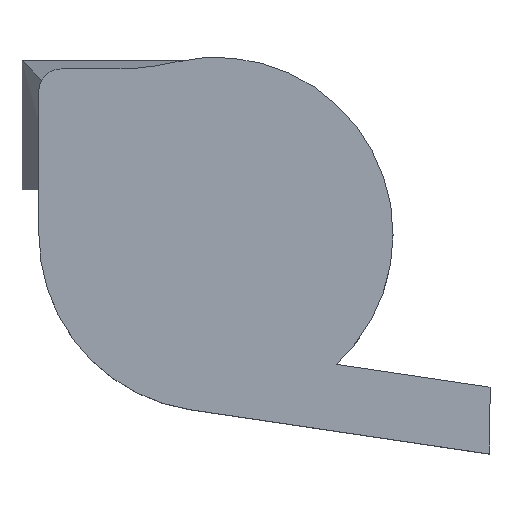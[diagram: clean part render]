
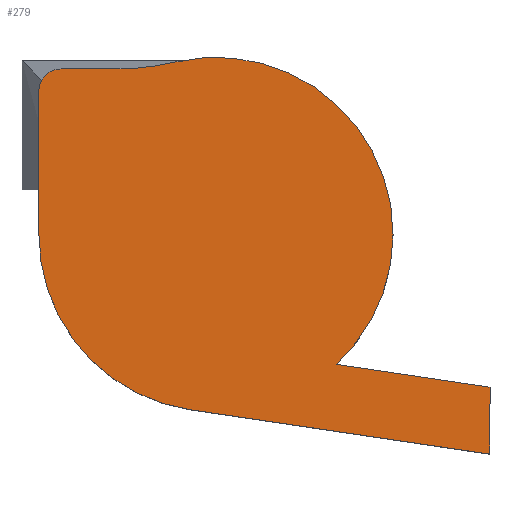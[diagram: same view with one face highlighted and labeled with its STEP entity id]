
A CAD part, top view. The second image highlights one B-rep face of the part: STEP entity #279.
In plain terms, the highlighted planar face has unit normal (0, 0, 1).
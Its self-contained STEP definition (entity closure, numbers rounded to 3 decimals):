
#14 = VERTEX_POINT ( 'NONE', #335 ) ;
#19 = CARTESIAN_POINT ( 'NONE',  ( -14.074, 134.31, 837. ) ) ;
#30 = LINE ( 'NONE', #192, #398 ) ;
#31 = CARTESIAN_POINT ( 'NONE',  ( -126., -103., 837. ) ) ;
#34 = AXIS2_PLACEMENT_3D ( 'NONE', #438, #99, #186 ) ;
#35 = ORIENTED_EDGE ( 'NONE', *, *, #129, .F. ) ;
#36 = DIRECTION ( 'NONE',  ( -1., 0., 0. ) ) ;
#48 = DIRECTION ( 'NONE',  ( -1., 0., 0. ) ) ;
#51 = LINE ( 'NONE', #90, #174 ) ;
#60 = CIRCLE ( 'NONE', #124, 254. ) ;
#65 = EDGE_CURVE ( 'NONE', #367, #165, #176, .T. ) ;
#67 = CARTESIAN_POINT ( 'NONE',  ( 128., -103., 837. ) ) ;
#76 = CARTESIAN_POINT ( 'NONE',  ( 300.558, -289.386, 837. ) ) ;
#90 = CARTESIAN_POINT ( 'NONE',  ( -94., 134.31, 837. ) ) ;
#91 = VERTEX_POINT ( 'NONE', #200 ) ;
#93 = CARTESIAN_POINT ( 'NONE',  ( 128., -103., 837. ) ) ;
#96 = ORIENTED_EDGE ( 'NONE', *, *, #520, .F. ) ;
#97 = VECTOR ( 'NONE', #377, 1000. ) ;
#99 = DIRECTION ( 'NONE',  ( 0., 0., -1. ) ) ;
#124 = AXIS2_PLACEMENT_3D ( 'NONE', #67, #152, #36 ) ;
#125 = CARTESIAN_POINT ( 'NONE',  ( 128., -103., 837. ) ) ;
#126 = ORIENTED_EDGE ( 'NONE', *, *, #209, .F. ) ;
#129 = EDGE_CURVE ( 'NONE', #165, #330, #60, .T. ) ;
#133 = ORIENTED_EDGE ( 'NONE', *, *, #141, .F. ) ;
#134 = DIRECTION ( 'NONE',  ( 0., 0., -1. ) ) ;
#137 = ORIENTED_EDGE ( 'NONE', *, *, #157, .F. ) ;
#141 = EDGE_CURVE ( 'NONE', #330, #195, #403, .T. ) ;
#142 = DIRECTION ( 'NONE',  ( 0.989, -0.147, 0. ) ) ;
#152 = DIRECTION ( 'NONE',  ( 0., 0., -1. ) ) ;
#154 = PLANE ( 'NONE',  #158 ) ;
#157 = EDGE_CURVE ( 'NONE', #91, #14, #399, .T. ) ;
#158 = AXIS2_PLACEMENT_3D ( 'NONE', #125, #247, #331 ) ;
#165 = VERTEX_POINT ( 'NONE', #193 ) ;
#166 = CIRCLE ( 'NONE', #473, 254. ) ;
#174 = VECTOR ( 'NONE', #265, 1000. ) ;
#176 = CIRCLE ( 'NONE', #482, 359.062 ) ;
#184 = ORIENTED_EDGE ( 'NONE', *, *, #332, .F. ) ;
#186 = DIRECTION ( 'NONE',  ( -1., 0., 0. ) ) ;
#192 = CARTESIAN_POINT ( 'NONE',  ( 521.007, -418.097, 837. ) ) ;
#193 = CARTESIAN_POINT ( 'NONE',  ( 69.137, 144.085, 837. ) ) ;
#195 = VERTEX_POINT ( 'NONE', #317 ) ;
#200 = CARTESIAN_POINT ( 'NONE',  ( -126., -103., 837. ) ) ;
#203 = DIRECTION ( 'NONE',  ( 1., 0., 0. ) ) ;
#206 = VERTEX_POINT ( 'NONE', #486 ) ;
#209 = EDGE_CURVE ( 'NONE', #14, #358, #270, .T. ) ;
#225 = ORIENTED_EDGE ( 'NONE', *, *, #379, .F. ) ;
#247 = DIRECTION ( 'NONE',  ( 0., 0., -1. ) ) ;
#265 = DIRECTION ( 'NONE',  ( 1., 0., 0. ) ) ;
#269 = CARTESIAN_POINT ( 'NONE',  ( -94., 134.31, 837. ) ) ;
#270 = CIRCLE ( 'NONE', #34, 32. ) ;
#279 = ADVANCED_FACE ( 'NONE', ( #327 ), #154, .F. ) ;
#288 = CARTESIAN_POINT ( 'NONE',  ( -14.074, 493.372, 837. ) ) ;
#309 = DIRECTION ( 'NONE',  ( 0., -1., 0. ) ) ;
#317 = CARTESIAN_POINT ( 'NONE',  ( 521.007, -322.097, 837. ) ) ;
#327 = FACE_OUTER_BOUND ( 'NONE', #392, .T. ) ;
#330 = VERTEX_POINT ( 'NONE', #76 ) ;
#331 = DIRECTION ( 'NONE',  ( -1., 0., 0. ) ) ;
#332 = EDGE_CURVE ( 'NONE', #206, #439, #494, .T. ) ;
#335 = CARTESIAN_POINT ( 'NONE',  ( -126., 102.31, 837. ) ) ;
#345 = CARTESIAN_POINT ( 'NONE',  ( 90.718, -354.249, 837. ) ) ;
#358 = VERTEX_POINT ( 'NONE', #269 ) ;
#360 = DIRECTION ( 'NONE',  ( 0., 1., 0. ) ) ;
#367 = VERTEX_POINT ( 'NONE', #19 ) ;
#377 = DIRECTION ( 'NONE',  ( -0.989, 0.147, 0. ) ) ;
#379 = EDGE_CURVE ( 'NONE', #358, #367, #51, .T. ) ;
#386 = ORIENTED_EDGE ( 'NONE', *, *, #65, .F. ) ;
#392 = EDGE_LOOP ( 'NONE', ( #96, #133, #35, #386, #225, #126, #137, #430, #184 ) ) ;
#398 = VECTOR ( 'NONE', #309, 1000. ) ;
#399 = LINE ( 'NONE', #31, #524 ) ;
#401 = EDGE_CURVE ( 'NONE', #439, #91, #166, .T. ) ;
#403 = LINE ( 'NONE', #440, #454 ) ;
#430 = ORIENTED_EDGE ( 'NONE', *, *, #401, .F. ) ;
#438 = CARTESIAN_POINT ( 'NONE',  ( -94., 102.31, 837. ) ) ;
#439 = VERTEX_POINT ( 'NONE', #345 ) ;
#440 = CARTESIAN_POINT ( 'NONE',  ( 521.007, -322.097, 837. ) ) ;
#454 = VECTOR ( 'NONE', #142, 1000. ) ;
#473 = AXIS2_PLACEMENT_3D ( 'NONE', #93, #134, #48 ) ;
#482 = AXIS2_PLACEMENT_3D ( 'NONE', #288, #497, #203 ) ;
#486 = CARTESIAN_POINT ( 'NONE',  ( 521.007, -418.097, 837. ) ) ;
#494 = LINE ( 'NONE', #496, #97 ) ;
#496 = CARTESIAN_POINT ( 'NONE',  ( 90.718, -354.249, 837. ) ) ;
#497 = DIRECTION ( 'NONE',  ( 0., 0., 1. ) ) ;
#520 = EDGE_CURVE ( 'NONE', #195, #206, #30, .T. ) ;
#524 = VECTOR ( 'NONE', #360, 1000. ) ;
